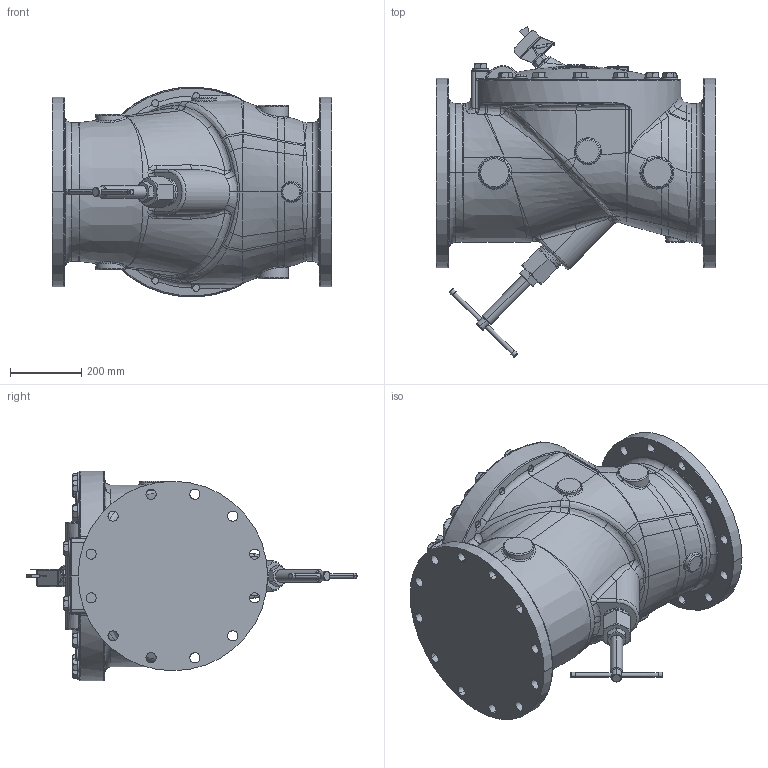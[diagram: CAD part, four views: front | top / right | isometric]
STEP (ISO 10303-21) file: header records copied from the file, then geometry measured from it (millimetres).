
FILE_DESCRIPTION((''),'2;1');
FILE_NAME('514ABFMI_SW0001','2023-11-01T09:36:10',('jlesh'),(''),'CREO PARAMETRIC BY PTC INC, 2023072','CREO PARAMETRIC BY PTC INC, 2023072','');
FILE_SCHEMA(('AUTOMOTIVE_DESIGN { 1 0 10303 214 1 1 1 1 }'));
Length unit declared in the file: inch
Products named in the file (1): 514ABFMI_SW0001
Bounding box: 787.4 x 929.62 x 590.44 mm (x, y, z)
Volume: 141320119.3 mm3; surface area: 2266269 mm2
Topology: 1 solids, 2 shells, 1069 faces, 2491 edges, 1481 vertices
Faces by surface type: bspline 299, plane 252, cylinder 221, torus 160, cone 120, sphere 15, extrusion 2
Entity records: 72813 total; most frequent: CARTESIAN_POINT 43894, ORIENTED_EDGE 4970, DIRECTION 4217, EDGE_CURVE 2485, AXIS2_PLACEMENT_3D 1815, VERTEX_POINT 1481, COLOUR_RGB 1335, EDGE_LOOP 1188
